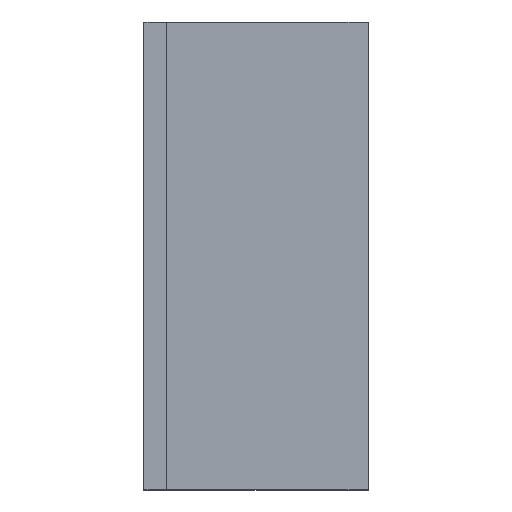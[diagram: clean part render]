
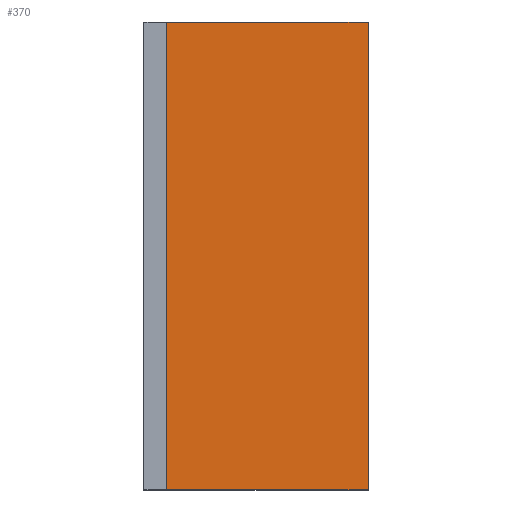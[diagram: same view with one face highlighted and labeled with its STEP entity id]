
A CAD part, top view. The second image highlights one B-rep face of the part: STEP entity #370.
In plain terms, the highlighted planar face has unit normal (0, 0, 1).
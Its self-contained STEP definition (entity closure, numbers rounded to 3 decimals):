
#42=FACE_OUTER_BOUND('',#68,.T.);
#68=EDGE_LOOP('',(#315,#316,#317,#318));
#105=LINE('',#582,#149);
#111=LINE('',#596,#155);
#113=LINE('',#600,#157);
#114=LINE('',#601,#158);
#149=VECTOR('',#473,10.);
#155=VECTOR('',#491,10.);
#157=VECTOR('',#495,10.);
#158=VECTOR('',#496,10.);
#188=VERTEX_POINT('',#579);
#189=VERTEX_POINT('',#581);
#191=VERTEX_POINT('',#595);
#192=VERTEX_POINT('',#599);
#228=EDGE_CURVE('',#188,#189,#105,.T.);
#235=EDGE_CURVE('',#191,#189,#111,.T.);
#237=EDGE_CURVE('',#192,#188,#113,.T.);
#238=EDGE_CURVE('',#192,#191,#114,.T.);
#315=ORIENTED_EDGE('',*,*,#235,.T.);
#316=ORIENTED_EDGE('',*,*,#228,.F.);
#317=ORIENTED_EDGE('',*,*,#237,.F.);
#318=ORIENTED_EDGE('',*,*,#238,.T.);
#350=PLANE('',#408);
#370=ADVANCED_FACE('',(#42),#350,.T.);
#408=AXIS2_PLACEMENT_3D('',#598,#493,#494);
#473=DIRECTION('',(-1.,0.,0.));
#491=DIRECTION('',(0.,-1.,0.));
#493=DIRECTION('center_axis',(0.,0.,1.));
#494=DIRECTION('ref_axis',(1.,0.,0.));
#495=DIRECTION('',(0.,-1.,0.));
#496=DIRECTION('',(-1.,0.,0.));
#579=CARTESIAN_POINT('',(3.65,1.3,4.75));
#581=CARTESIAN_POINT('',(0.05,1.3,4.75));
#582=CARTESIAN_POINT('',(-0.35,1.3,4.75));
#595=CARTESIAN_POINT('',(0.05,9.65,4.75));
#596=CARTESIAN_POINT('',(0.05,3.65,4.75));
#598=CARTESIAN_POINT('Origin',(1.65,6.65,4.75));
#599=CARTESIAN_POINT('',(3.65,9.65,4.75));
#600=CARTESIAN_POINT('',(3.65,3.65,4.75));
#601=CARTESIAN_POINT('',(3.65,9.65,4.75));
